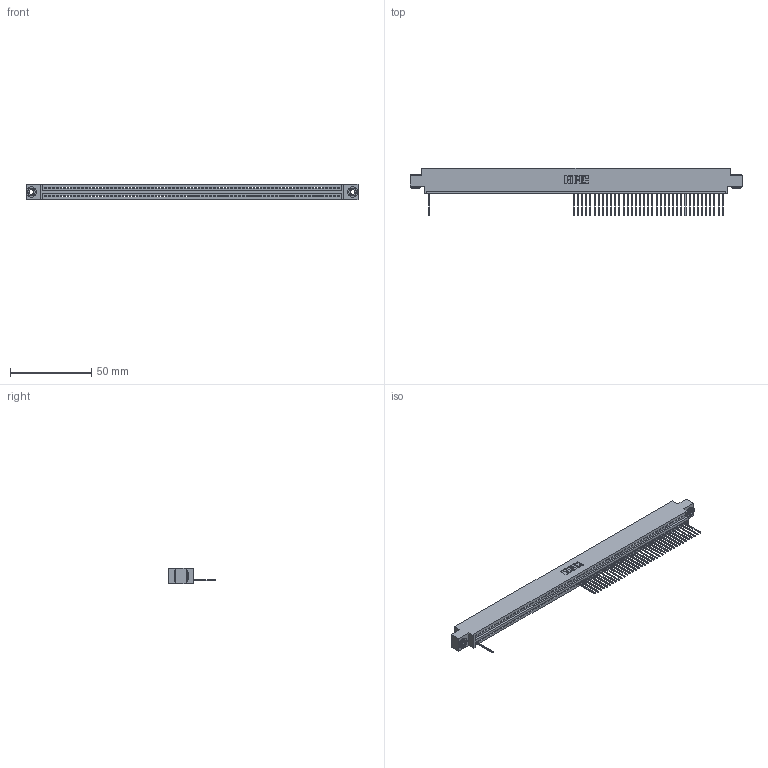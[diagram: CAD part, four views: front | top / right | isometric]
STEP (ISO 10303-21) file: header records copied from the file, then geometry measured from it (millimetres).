
FILE_DESCRIPTION (( 'STEP AP203' ), '1' );
FILE_NAME ('395-072-540-603.STEP', '2018-11-27T11:21:08', ( '' ), ( '' ), 'SwSTEP 2.0', 'SolidWorks 2016', '' );
FILE_SCHEMA (( 'CONFIG_CONTROL_DESIGN' ));
Length unit declared in the file: inch
Products named in the file (4): 345-250-002_345-250-002-102; 345-292-001_345-293-140; 395-072-540-603; 345 Part_0.170 Offset - 0.156 Dia-TH
Assembly tree (41 placements, depth 2):
  395-072-540-603
    345 Part_0.170 Offset - 0.156 Dia-TH
    345-292-001_345-293-140  x38
    345-250-002_345-250-002-102  x2
Bounding box: 204.09 x 29.13 x 9.4 mm (x, y, z)
Volume: 19198.5 mm3; surface area: 24564.5 mm2
Topology: 41 solids, 41 shells, 2916 faces, 8953 edges, 5914 vertices
Faces by surface type: plane 2090, cylinder 818, cone 8
Entity records: 49862 total; most frequent: ORIENTED_EDGE 8802, CARTESIAN_POINT 8769, DIRECTION 7607, EDGE_CURVE 4401, VECTOR 3957, LINE 3957, VERTEX_POINT 2930, AXIS2_PLACEMENT_3D 1825
